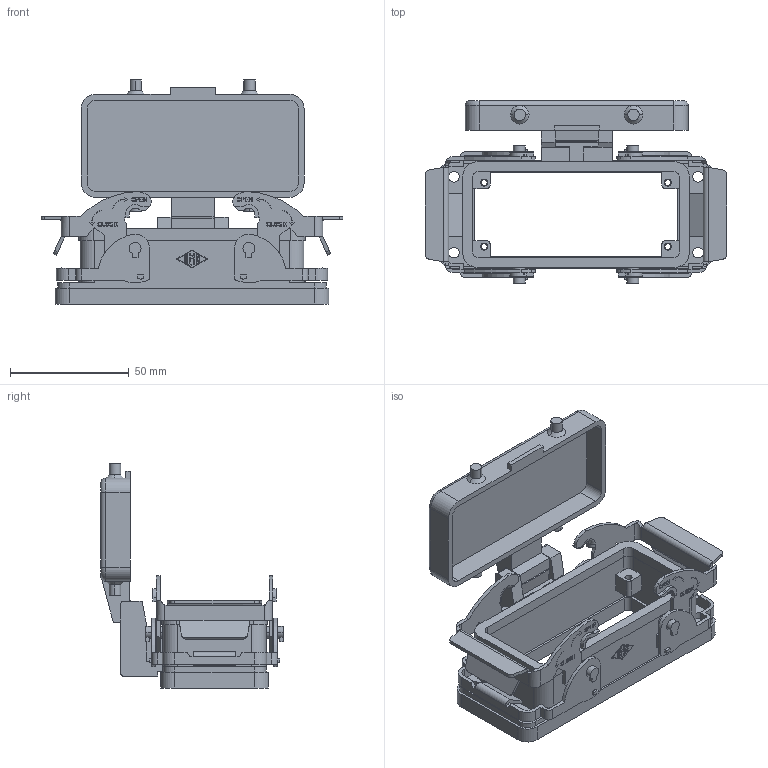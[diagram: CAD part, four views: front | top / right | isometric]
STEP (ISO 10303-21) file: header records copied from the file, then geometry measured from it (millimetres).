
FILE_DESCRIPTION(('Creo Elements/Direct Modeling STEP Export'),'2;1');
FILE_NAME('0ln7tug4k14moi52316','2018-08-02T 9:27:04',(''),(''),'PTC Creo Elements/Direct Modeling STEP processor for AP214 (Solid Model)','PTC Creo Elements/Direct Modeling 19.0E 27-Jun-2016 (C) Parametric Technology GmbH','');
FILE_SCHEMA(('AUTOMOTIVE_DESIGN { 1 0 10303 214 1 1 1 1 }'));
Length unit declared in the file: millimetre
Products named in the file (2): C7I_16_S
Assembly tree (1 placements, depth 2):
  C7I_16_S
    C7I_16_S
Bounding box: 127.4 x 77 x 94.54 mm (x, y, z)
Volume: 80592.2 mm3; surface area: 57488.9 mm2
Topology: 1 solids, 1 shells, 660 faces, 2756 edges, 2169 vertices
Faces by surface type: plane 414, cylinder 224, torus 14, cone 8
Entity records: 29069 total; most frequent: CARTESIAN_POINT 5772, ORIENTED_EDGE 5512, DIRECTION 4193, EDGE_CURVE 2756, VERTEX_POINT 2169, VECTOR 2157, LINE 2157, AXIS2_PLACEMENT_3D 1018
